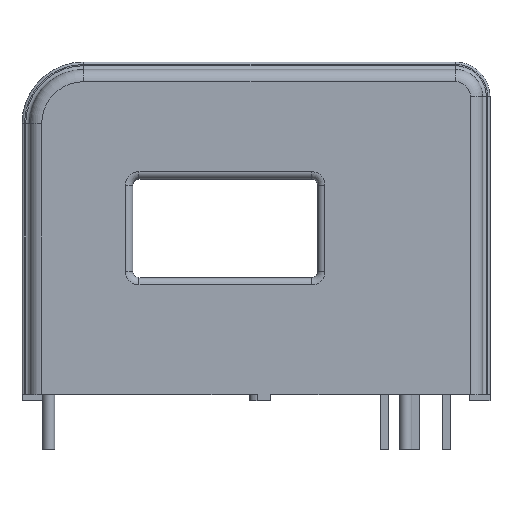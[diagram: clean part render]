
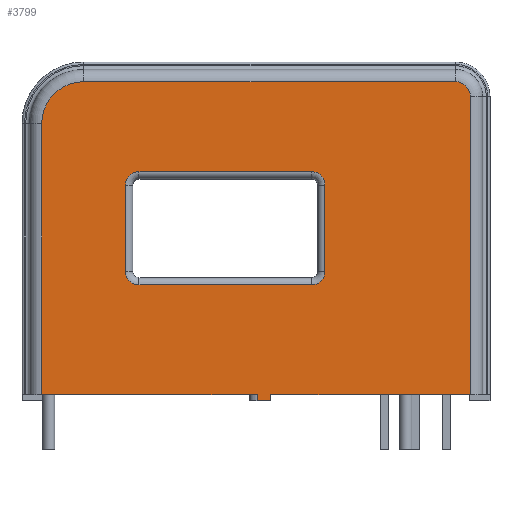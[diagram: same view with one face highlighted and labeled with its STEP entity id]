
A CAD part, front view. The second image highlights one B-rep face of the part: STEP entity #3799.
In plain terms, the highlighted planar face has unit normal (0, -1, 0).
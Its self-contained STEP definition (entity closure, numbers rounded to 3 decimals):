
#195=CIRCLE('',#4034,1.1);
#196=CIRCLE('',#4035,1.1);
#197=CIRCLE('',#4036,1.1);
#198=CIRCLE('',#4037,1.1);
#199=CIRCLE('',#4038,1.201);
#200=CIRCLE('',#4039,3.401);
#591=ORIENTED_EDGE('',*,*,#1319,.T.);
#592=ORIENTED_EDGE('',*,*,#1320,.T.);
#593=ORIENTED_EDGE('',*,*,#1321,.T.);
#594=ORIENTED_EDGE('',*,*,#1322,.T.);
#595=ORIENTED_EDGE('',*,*,#1323,.T.);
#596=ORIENTED_EDGE('',*,*,#1324,.T.);
#597=ORIENTED_EDGE('',*,*,#1325,.T.);
#598=ORIENTED_EDGE('',*,*,#1326,.T.);
#599=ORIENTED_EDGE('',*,*,#1235,.F.);
#600=ORIENTED_EDGE('',*,*,#1327,.T.);
#601=ORIENTED_EDGE('',*,*,#1328,.F.);
#602=ORIENTED_EDGE('',*,*,#1329,.T.);
#603=ORIENTED_EDGE('',*,*,#1222,.F.);
#604=ORIENTED_EDGE('',*,*,#1330,.T.);
#605=ORIENTED_EDGE('',*,*,#1331,.T.);
#606=ORIENTED_EDGE('',*,*,#1332,.T.);
#607=ORIENTED_EDGE('',*,*,#1333,.T.);
#608=ORIENTED_EDGE('',*,*,#1334,.T.);
#1222=EDGE_CURVE('',#1604,#1605,#1850,.T.);
#1235=EDGE_CURVE('',#1617,#1618,#1858,.T.);
#1319=EDGE_CURVE('',#1681,#1682,#195,.T.);
#1320=EDGE_CURVE('',#1682,#1683,#1916,.T.);
#1321=EDGE_CURVE('',#1683,#1684,#196,.T.);
#1322=EDGE_CURVE('',#1684,#1685,#1917,.T.);
#1323=EDGE_CURVE('',#1685,#1686,#197,.T.);
#1324=EDGE_CURVE('',#1686,#1687,#1918,.T.);
#1325=EDGE_CURVE('',#1687,#1688,#198,.T.);
#1326=EDGE_CURVE('',#1688,#1681,#1919,.T.);
#1327=EDGE_CURVE('',#1617,#1689,#1920,.F.);
#1328=EDGE_CURVE('',#1690,#1689,#1921,.T.);
#1329=EDGE_CURVE('',#1690,#1605,#1922,.T.);
#1330=EDGE_CURVE('',#1604,#1691,#1923,.T.);
#1331=EDGE_CURVE('',#1691,#1692,#199,.F.);
#1332=EDGE_CURVE('',#1692,#1693,#1924,.T.);
#1333=EDGE_CURVE('',#1693,#1694,#200,.F.);
#1334=EDGE_CURVE('',#1694,#1618,#1925,.T.);
#1604=VERTEX_POINT('',#5399);
#1605=VERTEX_POINT('',#5401);
#1617=VERTEX_POINT('',#5425);
#1618=VERTEX_POINT('',#5427);
#1681=VERTEX_POINT('',#5593);
#1682=VERTEX_POINT('',#5594);
#1683=VERTEX_POINT('',#5596);
#1684=VERTEX_POINT('',#5598);
#1685=VERTEX_POINT('',#5600);
#1686=VERTEX_POINT('',#5602);
#1687=VERTEX_POINT('',#5604);
#1688=VERTEX_POINT('',#5606);
#1689=VERTEX_POINT('',#5609);
#1690=VERTEX_POINT('',#5611);
#1691=VERTEX_POINT('',#5614);
#1692=VERTEX_POINT('',#5616);
#1693=VERTEX_POINT('',#5618);
#1694=VERTEX_POINT('',#5620);
#1850=LINE('',#5400,#2104);
#1858=LINE('',#5426,#2112);
#1916=LINE('',#5595,#2170);
#1917=LINE('',#5599,#2171);
#1918=LINE('',#5603,#2172);
#1919=LINE('',#5607,#2173);
#1920=LINE('',#5608,#2174);
#1921=LINE('',#5610,#2175);
#1922=LINE('',#5612,#2176);
#1923=LINE('',#5613,#2177);
#1924=LINE('',#5617,#2178);
#1925=LINE('',#5621,#2179);
#2104=VECTOR('',#4472,1000.);
#2112=VECTOR('',#4490,1000.);
#2170=VECTOR('',#4640,1000.);
#2171=VECTOR('',#4643,1000.);
#2172=VECTOR('',#4646,1000.);
#2173=VECTOR('',#4649,1000.);
#2174=VECTOR('',#4650,1000.);
#2175=VECTOR('',#4651,1000.);
#2176=VECTOR('',#4652,1000.);
#2177=VECTOR('',#4653,1000.);
#2178=VECTOR('',#4656,1000.);
#2179=VECTOR('',#4659,1000.);
#2306=EDGE_LOOP('',(#591,#592,#593,#594,#595,#596,#597,#598));
#2307=EDGE_LOOP('',(#599,#600,#601,#602,#603,#604,#605,#606,#607,#608));
#2476=FACE_BOUND('',#2306,.T.);
#2477=FACE_BOUND('',#2307,.T.);
#2626=PLANE('',#4033);
#3799=ADVANCED_FACE('',(#2476,#2477),#2626,.F.);
#4033=AXIS2_PLACEMENT_3D('',#5591,#4636,#4637);
#4034=AXIS2_PLACEMENT_3D('',#5592,#4638,#4639);
#4035=AXIS2_PLACEMENT_3D('',#5597,#4641,#4642);
#4036=AXIS2_PLACEMENT_3D('',#5601,#4644,#4645);
#4037=AXIS2_PLACEMENT_3D('',#5605,#4647,#4648);
#4038=AXIS2_PLACEMENT_3D('',#5615,#4654,#4655);
#4039=AXIS2_PLACEMENT_3D('',#5619,#4657,#4658);
#4472=DIRECTION('',(-1.,0.,0.));
#4490=DIRECTION('',(-1.,0.,0.));
#4636=DIRECTION('',(0.,1.,0.));
#4637=DIRECTION('',(0.,0.,-1.));
#4638=DIRECTION('',(0.,1.,0.));
#4639=DIRECTION('',(0.,0.,-1.));
#4640=DIRECTION('',(0.,0.,1.));
#4641=DIRECTION('',(0.,1.,0.));
#4642=DIRECTION('',(0.,0.,-1.));
#4643=DIRECTION('',(1.,0.,0.));
#4644=DIRECTION('',(0.,1.,0.));
#4645=DIRECTION('',(0.,0.,-1.));
#4646=DIRECTION('',(0.,0.,-1.));
#4647=DIRECTION('',(0.,1.,0.));
#4648=DIRECTION('',(0.,0.,-1.));
#4649=DIRECTION('',(-1.,0.,0.));
#4650=DIRECTION('',(0.,0.,1.));
#4651=DIRECTION('',(-1.,0.,0.));
#4652=DIRECTION('',(0.,0.,1.));
#4653=DIRECTION('',(0.,0.,1.));
#4654=DIRECTION('',(0.,1.,0.));
#4655=DIRECTION('',(0.,0.,-1.));
#4656=DIRECTION('',(-1.,0.,0.));
#4657=DIRECTION('',(0.,1.,0.));
#4658=DIRECTION('',(0.,0.,-1.));
#4659=DIRECTION('',(0.,0.,-1.));
#5399=CARTESIAN_POINT('',(17.401,-18.5,0.));
#5400=CARTESIAN_POINT('',(19.,-18.5,0.));
#5401=CARTESIAN_POINT('',(1.21,-18.5,0.));
#5425=CARTESIAN_POINT('',(0.088,-18.5,0.));
#5426=CARTESIAN_POINT('',(19.,-18.5,0.));
#5427=CARTESIAN_POINT('',(-17.401,-18.5,0.));
#5591=CARTESIAN_POINT('',(16.2,-18.5,24.2));
#5592=CARTESIAN_POINT('',(-9.5,-18.5,10.));
#5593=CARTESIAN_POINT('',(-9.5,-18.5,8.9));
#5594=CARTESIAN_POINT('',(-10.6,-18.5,10.));
#5595=CARTESIAN_POINT('',(-10.6,-18.5,24.2));
#5596=CARTESIAN_POINT('',(-10.6,-18.5,17.));
#5597=CARTESIAN_POINT('',(-9.5,-18.5,17.));
#5598=CARTESIAN_POINT('',(-9.5,-18.5,18.1));
#5599=CARTESIAN_POINT('',(16.2,-18.5,18.1));
#5600=CARTESIAN_POINT('',(4.5,-18.5,18.1));
#5601=CARTESIAN_POINT('',(4.5,-18.5,17.));
#5602=CARTESIAN_POINT('',(5.6,-18.5,17.));
#5603=CARTESIAN_POINT('',(5.6,-18.5,24.2));
#5604=CARTESIAN_POINT('',(5.6,-18.5,10.));
#5605=CARTESIAN_POINT('',(4.5,-18.5,10.));
#5606=CARTESIAN_POINT('',(4.5,-18.5,8.9));
#5607=CARTESIAN_POINT('',(16.2,-18.5,8.9));
#5608=CARTESIAN_POINT('',(0.088,-18.5,24.2));
#5609=CARTESIAN_POINT('',(0.088,-18.5,-0.5));
#5610=CARTESIAN_POINT('',(1.21,-18.5,-0.5));
#5611=CARTESIAN_POINT('',(1.21,-18.5,-0.5));
#5612=CARTESIAN_POINT('',(1.21,-18.5,-0.25));
#5613=CARTESIAN_POINT('',(17.401,-18.5,24.2));
#5614=CARTESIAN_POINT('',(17.401,-18.5,24.2));
#5615=CARTESIAN_POINT('',(16.2,-18.5,24.2));
#5616=CARTESIAN_POINT('',(16.2,-18.5,25.401));
#5617=CARTESIAN_POINT('',(16.2,-18.5,25.401));
#5618=CARTESIAN_POINT('',(-14.,-18.5,25.401));
#5619=CARTESIAN_POINT('',(-14.,-18.5,22.));
#5620=CARTESIAN_POINT('',(-17.401,-18.5,22.));
#5621=CARTESIAN_POINT('',(-17.401,-18.5,24.2));
